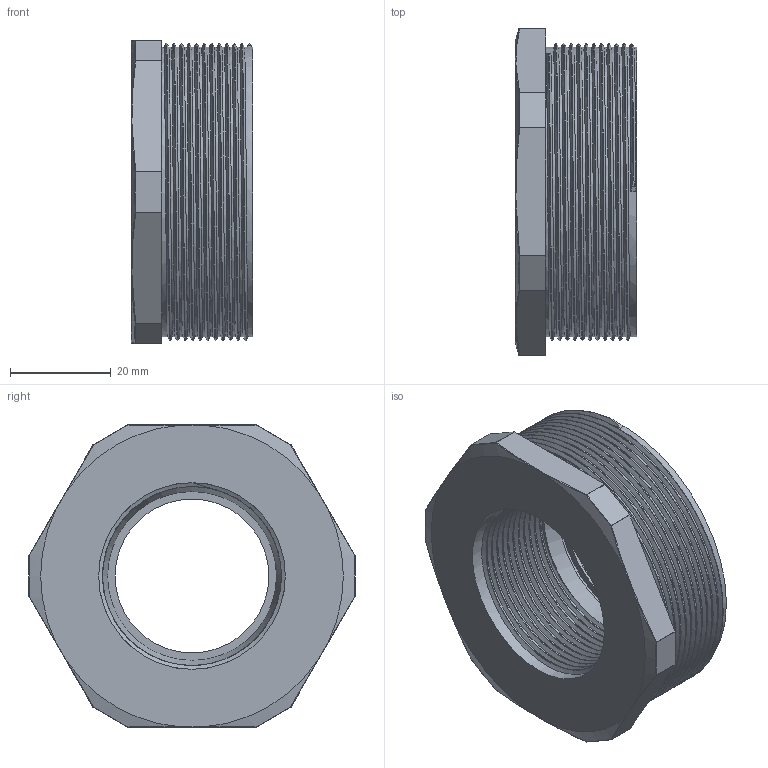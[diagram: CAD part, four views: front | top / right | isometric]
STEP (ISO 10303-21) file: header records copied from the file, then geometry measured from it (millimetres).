
FILE_DESCRIPTION(/* description */ ('Reduzierung sechskant PG48 / PG 29'),/* implementation_level */ '2;1');
FILE_NAME(/* name */ '11084829-RST.stp',/* time_stamp */ '2021-08-10T13:46:38+02:00',/* author */ ('sl'),/* organization */ (''),/* preprocessor_version */ 'ST-DEVELOPER v16.5',/* originating_system */ 'Autodesk Inventor 2017',/* authorisation */ '');
FILE_SCHEMA (('AUTOMOTIVE_DESIGN { 1 0 10303 214 3 1 1 }'));
Length unit declared in the file: millimetre
Products named in the file (1): 11084829
Bounding box: 24 x 64.67 x 60 mm (x, y, z)
Volume: 41428.8 mm3; surface area: 14572.4 mm2
Topology: 1 solids, 1 shells, 97 faces, 239 edges, 146 vertices
Faces by surface type: cylinder 42, plane 19, bspline 16, sphere 12, cone 7, torus 1
Full cylindrical faces by diameter (mm): 30.5 x1, 33.5 x1, 37.002 x11, 57.478 x11
Entity records: 6695 total; most frequent: CARTESIAN_POINT 5097, ORIENTED_EDGE 330, DIRECTION 304, EDGE_CURVE 165, AXIS2_PLACEMENT_3D 130, VERTEX_POINT 100, EDGE_LOOP 87, FACE_OUTER_BOUND 76
